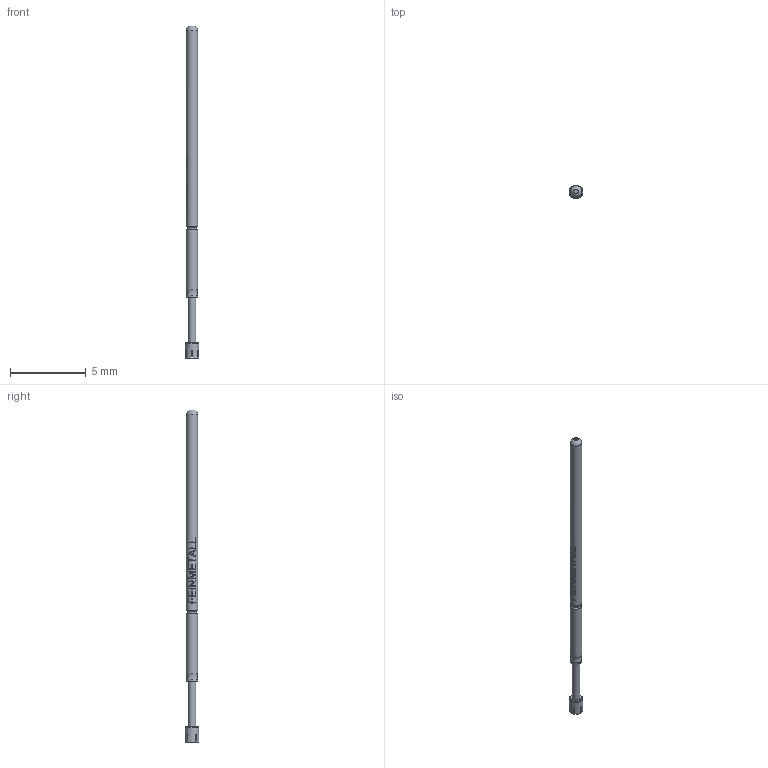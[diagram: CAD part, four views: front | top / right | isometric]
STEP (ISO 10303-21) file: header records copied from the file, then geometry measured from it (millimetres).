
FILE_DESCRIPTION (( 'STEP AP214' ), '1' );
FILE_NAME ('MOD-F82955B090Gxxx.STEP', '2021-11-17T07:32:52', ( 'first' ), ( 'Hewlett-Packard Company' ), 'SwSTEP 2.0', 'SolidWorks 2020', '' );
FILE_SCHEMA (( 'AUTOMOTIVE_DESIGN' ));
Length unit declared in the file: millimetre
Products named in the file (1): MOD-F82955B090Gxxx
Bounding box: 0.9 x 0.9 x 21.85 mm (x, y, z)
Volume: 8.9 mm3; surface area: 53.9 mm2
Topology: 1 solids, 1 shells, 156 faces, 445 edges, 295 vertices
Faces by surface type: plane 103, cylinder 24, bspline 16, cone 7, torus 6
Full cylindrical faces by diameter (mm): 0.3 x1, 0.51 x1, 0.54 x1, 0.624 x1, 0.75 x3, 0.9 x1
Entity records: 5224 total; most frequent: CARTESIAN_POINT 1158, ORIENTED_EDGE 756, DIRECTION 690, EDGE_CURVE 378, VERTEX_POINT 258, AXIS2_PLACEMENT_3D 246, VECTOR 198, LINE 198
